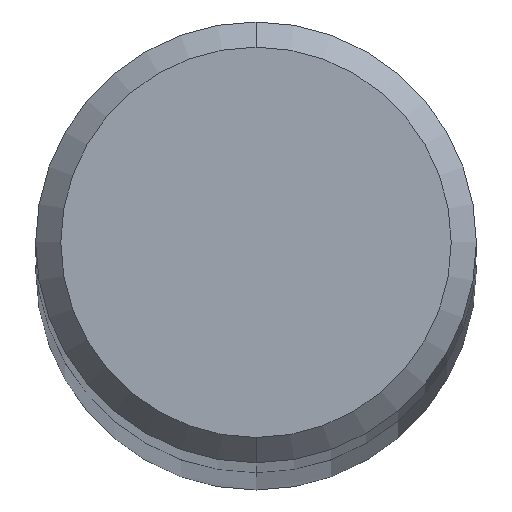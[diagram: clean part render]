
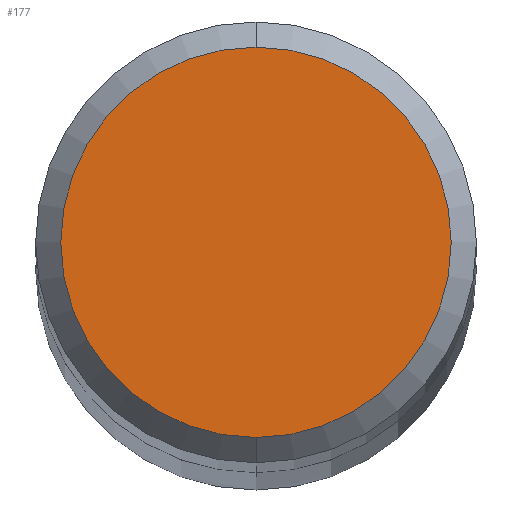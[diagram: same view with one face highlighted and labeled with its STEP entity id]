
A CAD part, top view. The second image highlights one B-rep face of the part: STEP entity #177.
In plain terms, the highlighted planar face has unit normal (0, 0, 1).
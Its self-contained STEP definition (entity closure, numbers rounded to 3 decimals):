
#177=ADVANCED_FACE('',(#437),#438,.T.);
#205=VERTEX_POINT('',#467);
#209=EDGE_CURVE('',#205,#329,#472,.T.);
#231=EDGE_CURVE('',#329,#205,#499,.T.);
#329=VERTEX_POINT('',#608);
#437=FACE_OUTER_BOUND('',#753,.T.);
#438=PLANE('',#754);
#467=CARTESIAN_POINT('',(0.,-3.1,88.0));
#472=CIRCLE('',#809,3.1);
#499=CIRCLE('',#869,3.1);
#608=CARTESIAN_POINT('',(0.0,3.1,88.0));
#753=EDGE_LOOP('',(#1298,#1299));
#754=AXIS2_PLACEMENT_3D('',#1300,#1301,#1302);
#809=AXIS2_PLACEMENT_3D('',#1324,#1325,#1326);
#869=AXIS2_PLACEMENT_3D('',#1378,#1379,#1380);
#1298=ORIENTED_EDGE('',*,*,#231,.F.);
#1299=ORIENTED_EDGE('',*,*,#209,.F.);
#1300=CARTESIAN_POINT('',(0.0,1.55,88.0));
#1301=DIRECTION('',(0.0,0.0,1.0));
#1302=DIRECTION('',(0.0,-1.0,0.0));
#1324=CARTESIAN_POINT('',(0.0,0.0,88.0));
#1325=DIRECTION('',(0.0,0.0,-1.0));
#1326=DIRECTION('',(0.0,1.0,0.0));
#1378=CARTESIAN_POINT('',(0.0,0.0,88.0));
#1379=DIRECTION('',(0.0,0.0,-1.0));
#1380=DIRECTION('',(0.0,1.0,0.0));
